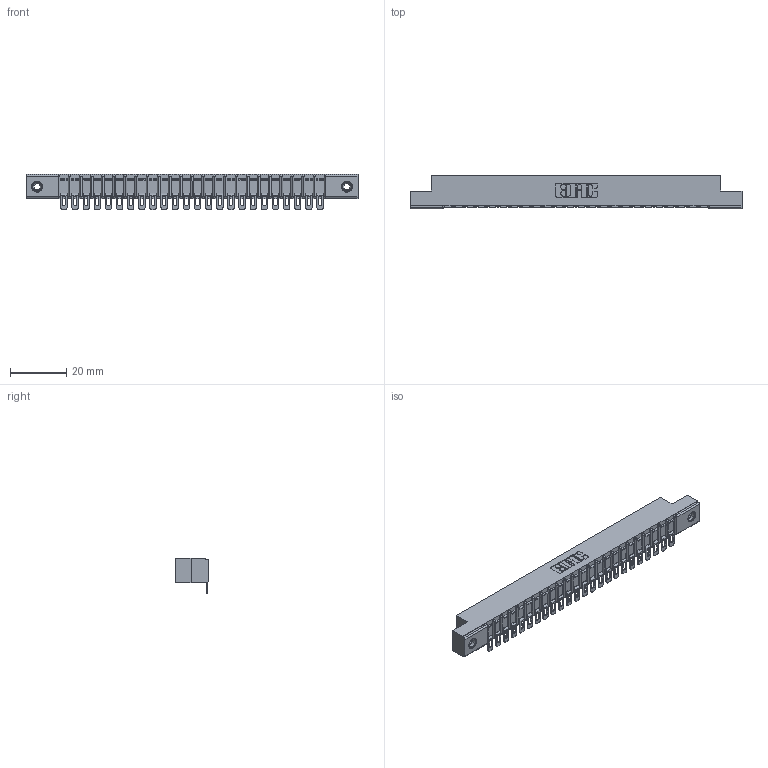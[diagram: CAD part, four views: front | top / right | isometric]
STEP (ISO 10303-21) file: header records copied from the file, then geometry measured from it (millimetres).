
FILE_DESCRIPTION (( 'STEP AP203' ), '1' );
FILE_NAME ('307-024-554-108.STEP', '2018-08-04T06:39:03', ( '' ), ( '' ), 'SwSTEP 2.0', 'SolidWorks 2016', '' );
FILE_SCHEMA (( 'CONFIG_CONTROL_DESIGN' ));
Length unit declared in the file: inch
Products named in the file (4): 307 Part_.156 Dia Mounting Holes; 307-290-002_554; 345-250-001_345-250-003-102; 307-024-554-108
Assembly tree (27 placements, depth 2):
  307-024-554-108
    307 Part_.156 Dia Mounting Holes
    307-290-002_554  x24
    345-250-001_345-250-003-102  x2
Bounding box: 118.11 x 12.01 x 12.52 mm (x, y, z)
Volume: 7800.6 mm3; surface area: 14416.6 mm2
Topology: 27 solids, 27 shells, 2147 faces, 6531 edges, 4278 vertices
Faces by surface type: plane 1206, cylinder 875, sphere 50, cone 12, torus 4
Entity records: 24944 total; most frequent: CARTESIAN_POINT 4185, ORIENTED_EDGE 4168, DIRECTION 4090, EDGE_CURVE 2084, VECTOR 1580, LINE 1580, VERTEX_POINT 1350, AXIS2_PLACEMENT_3D 1255
